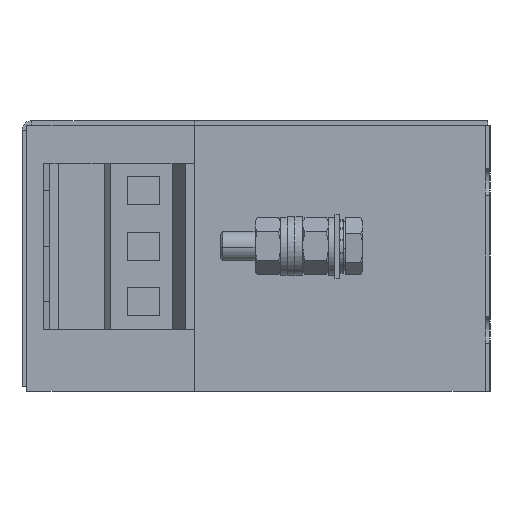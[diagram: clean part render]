
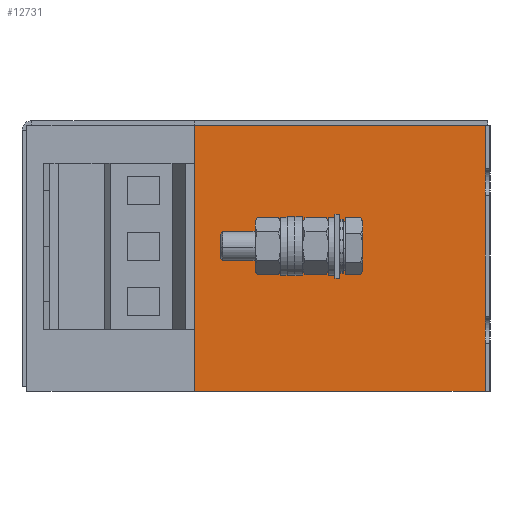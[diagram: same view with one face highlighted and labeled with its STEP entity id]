
A CAD part, left-side view. The second image highlights one B-rep face of the part: STEP entity #12731.
In plain terms, the highlighted planar face has unit normal (-1, 0, 0).
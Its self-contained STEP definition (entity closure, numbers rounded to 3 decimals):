
#9 = DIRECTION ( 'NONE',  ( 0., 1., 0. ) ) ;
#309 = ORIENTED_EDGE ( 'NONE', *, *, #13927, .T. ) ;
#511 = EDGE_LOOP ( 'NONE', ( #2292, #4214, #309, #1619 ) ) ;
#747 = VERTEX_POINT ( 'NONE', #12428 ) ;
#892 = LINE ( 'NONE', #1645, #11076 ) ;
#1619 = ORIENTED_EDGE ( 'NONE', *, *, #6318, .F. ) ;
#1645 = CARTESIAN_POINT ( 'NONE',  ( -140., 29.5, -27. ) ) ;
#1855 = DIRECTION ( 'NONE',  ( 0., 0., 1. ) ) ;
#2008 = AXIS2_PLACEMENT_3D ( 'NONE', #7411, #14333, #9661 ) ;
#2292 = ORIENTED_EDGE ( 'NONE', *, *, #9245, .F. ) ;
#2774 = EDGE_CURVE ( 'Defeature ausgef�hrt2_12+Defeature ausgef�hrt2_11+Defeature ausgef�hrt2_24+Defeature ausgef�hrt2_5', #6541, #11445, #4137, .T. ) ;
#3043 = PLANE ( 'NONE',  #2008 ) ;
#3498 = LINE ( 'NONE', #13554, #7232 ) ;
#3542 = DIRECTION ( 'NONE',  ( 0., 1., 0. ) ) ;
#3661 = CARTESIAN_POINT ( 'NONE',  ( -140., 0., 27. ) ) ;
#3733 = EDGE_CURVE ( 'Defeature ausgef�hrt2_5+Defeature ausgef�hrt2_12+Defeature ausgef�hrt2_14+Defeature ausgef�hrt2_11', #5455, #11445, #10216, .T. ) ;
#3781 = VECTOR ( 'NONE', #3542, 1000. ) ;
#4075 = LINE ( 'NONE', #6857, #6710 ) ;
#4137 = LINE ( 'NONE', #9610, #9923 ) ;
#4214 = ORIENTED_EDGE ( 'NONE', *, *, #6252, .T. ) ;
#4276 = VECTOR ( 'NONE', #14032, 1000. ) ;
#4494 = CARTESIAN_POINT ( 'NONE',  ( -140., 30.5, -4. ) ) ;
#4675 = VECTOR ( 'NONE', #9, 1000. ) ;
#4726 = ORIENTED_EDGE ( 'NONE', *, *, #2774, .T. ) ;
#5455 = VERTEX_POINT ( 'NONE', #12905 ) ;
#5596 = ORIENTED_EDGE ( 'NONE', *, *, #3733, .F. ) ;
#5768 = DIRECTION ( 'NONE',  ( 0., -1., 0. ) ) ;
#6041 = EDGE_CURVE ( 'Defeature ausgef�hrt2_14+Defeature ausgef�hrt2_12+Defeature ausgef�hrt2_24+Defeature ausgef�hrt2_5', #747, #5455, #11864, .T. ) ;
#6252 = EDGE_CURVE ( 'Defeature ausgef�hrt2_12+Defeature ausgef�hrt2_29+Defeature ausgef�hrt2_2+Defeature ausgef�hrt2_3', #9916, #8603, #10642, .T. ) ;
#6280 = CARTESIAN_POINT ( 'NONE',  ( -140., 59., 27. ) ) ;
#6318 = EDGE_CURVE ( 'Defeature ausgef�hrt2_27+Defeature ausgef�hrt2_12+Defeature ausgef�hrt2_2+Defeature ausgef�hrt2_3', #9236, #13673, #6610, .T. ) ;
#6541 = VERTEX_POINT ( 'NONE', #9709 ) ;
#6610 = LINE ( 'NONE', #10267, #3781 ) ;
#6710 = VECTOR ( 'NONE', #11440, 1000. ) ;
#6857 = CARTESIAN_POINT ( 'NONE',  ( -140., 30.5, -27. ) ) ;
#7232 = VECTOR ( 'NONE', #5768, 1000. ) ;
#7248 = ORIENTED_EDGE ( 'NONE', *, *, #6041, .F. ) ;
#7411 = CARTESIAN_POINT ( 'NONE',  ( -140., 29.5, -27. ) ) ;
#7600 = ORIENTED_EDGE ( 'NONE', *, *, #8647, .T. ) ;
#8265 = CARTESIAN_POINT ( 'NONE',  ( -140., 29.5, 9. ) ) ;
#8462 = DIRECTION ( 'NONE',  ( 0., 0., 1. ) ) ;
#8473 = CARTESIAN_POINT ( 'NONE',  ( -140., 30.5, 9. ) ) ;
#8474 = CARTESIAN_POINT ( 'NONE',  ( -140., 59., -27. ) ) ;
#8603 = VERTEX_POINT ( 'NONE', #4494 ) ;
#8647 = EDGE_CURVE ( 'Defeature ausgef�hrt2_12+Defeature ausgef�hrt2_24+Defeature ausgef�hrt2_14+Defeature ausgef�hrt2_11', #747, #6541, #3498, .T. ) ;
#9086 = CARTESIAN_POINT ( 'NONE',  ( -140., 29.5, -4. ) ) ;
#9233 = VECTOR ( 'NONE', #1855, 1000. ) ;
#9236 = VERTEX_POINT ( 'NONE', #8265 ) ;
#9245 = EDGE_CURVE ( 'Defeature ausgef�hrt2_2+Defeature ausgef�hrt2_12+Defeature ausgef�hrt2_29+Defeature ausgef�hrt2_27', #9916, #9236, #892, .T. ) ;
#9554 = DIRECTION ( 'NONE',  ( 0., 0., 1. ) ) ;
#9610 = CARTESIAN_POINT ( 'NONE',  ( -140., 0., -27. ) ) ;
#9661 = DIRECTION ( 'NONE',  ( 0., 0., 1. ) ) ;
#9709 = CARTESIAN_POINT ( 'NONE',  ( -140., 0., -27. ) ) ;
#9916 = VERTEX_POINT ( 'NONE', #9086 ) ;
#9923 = VECTOR ( 'NONE', #9554, 1000. ) ;
#10216 = LINE ( 'NONE', #6280, #4276 ) ;
#10267 = CARTESIAN_POINT ( 'NONE',  ( -140., -1.001, 9. ) ) ;
#10642 = LINE ( 'NONE', #12336, #4675 ) ;
#10970 = FACE_OUTER_BOUND ( 'NONE', #11656, .T. ) ;
#11076 = VECTOR ( 'NONE', #8462, 1000. ) ;
#11440 = DIRECTION ( 'NONE',  ( 0., 0., 1. ) ) ;
#11445 = VERTEX_POINT ( 'NONE', #3661 ) ;
#11458 = FACE_BOUND ( 'NONE', #511, .T. ) ;
#11656 = EDGE_LOOP ( 'NONE', ( #4726, #5596, #7248, #7600 ) ) ;
#11864 = LINE ( 'NONE', #8474, #9233 ) ;
#12336 = CARTESIAN_POINT ( 'NONE',  ( -140., -1.001, -4. ) ) ;
#12428 = CARTESIAN_POINT ( 'NONE',  ( -140., 59., -27. ) ) ;
#12731 = ADVANCED_FACE ( 'Defeature ausgef�hrt2_12', ( #11458, #10970 ), #3043, .T. ) ;
#12905 = CARTESIAN_POINT ( 'NONE',  ( -140., 59., 27. ) ) ;
#13554 = CARTESIAN_POINT ( 'NONE',  ( -140., 59., -27. ) ) ;
#13673 = VERTEX_POINT ( 'NONE', #8473 ) ;
#13927 = EDGE_CURVE ( 'Defeature ausgef�hrt2_12+Defeature ausgef�hrt2_3+Defeature ausgef�hrt2_29+Defeature ausgef�hrt2_27', #8603, #13673, #4075, .T. ) ;
#14032 = DIRECTION ( 'NONE',  ( 0., -1., 0. ) ) ;
#14333 = DIRECTION ( 'NONE',  ( -1., 0., 0. ) ) ;
